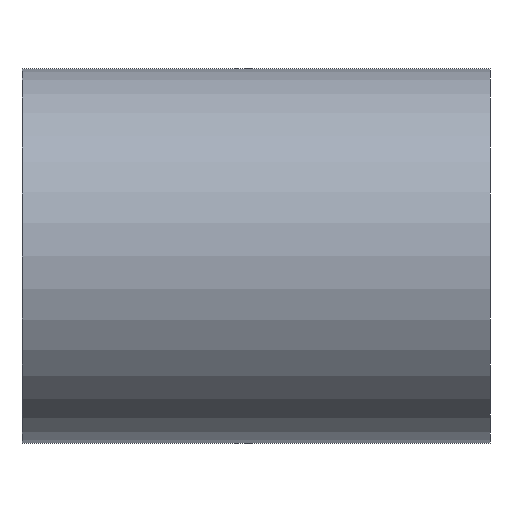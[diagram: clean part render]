
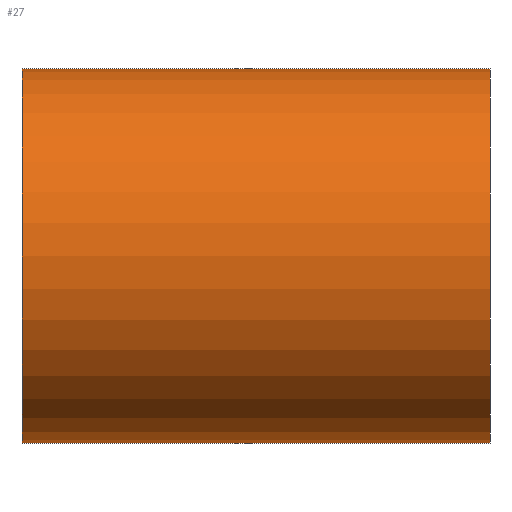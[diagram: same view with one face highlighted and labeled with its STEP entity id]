
A CAD part, front view. The second image highlights one B-rep face of the part: STEP entity #27.
In plain terms, the highlighted cylindrical face has radius 8 mm (diameter 16 mm), a full revolution.
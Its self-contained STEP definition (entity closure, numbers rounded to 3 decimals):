
#27 = ADVANCED_FACE( '', ( #50, #51 ), #52, .T. );
#50 = FACE_OUTER_BOUND( '', #67, .T. );
#51 = FACE_OUTER_BOUND( '', #68, .T. );
#52 = CYLINDRICAL_SURFACE( '', #69, 8. );
#67 = EDGE_LOOP( '', ( #78 ) );
#68 = EDGE_LOOP( '', ( #79 ) );
#69 = AXIS2_PLACEMENT_3D( '', #80, #81, #82 );
#78 = ORIENTED_EDGE( '', *, *, #94, .F. );
#79 = ORIENTED_EDGE( '', *, *, #95, .T. );
#80 = CARTESIAN_POINT( '', ( 20., 0., 0. ) );
#81 = DIRECTION( '', ( -1., 0., 0. ) );
#82 = DIRECTION( '', ( 0., 0., -1. ) );
#94 = EDGE_CURVE( '', #99, #99, #100, .T. );
#95 = EDGE_CURVE( '', #101, #101, #102, .T. );
#99 = VERTEX_POINT( '', #106 );
#100 = CIRCLE( '', #107, 8. );
#101 = VERTEX_POINT( '', #108 );
#102 = CIRCLE( '', #109, 8. );
#106 = CARTESIAN_POINT( '', ( 20., 0., -8. ) );
#107 = AXIS2_PLACEMENT_3D( '', #112, #113, #114 );
#108 = CARTESIAN_POINT( '', ( 0., 0., -8. ) );
#109 = AXIS2_PLACEMENT_3D( '', #115, #116, #117 );
#112 = CARTESIAN_POINT( '', ( 20., 0., 0. ) );
#113 = DIRECTION( '', ( 1., 0., 0. ) );
#114 = DIRECTION( '', ( 0., 0., -1. ) );
#115 = CARTESIAN_POINT( '', ( 0., 0., 0. ) );
#116 = DIRECTION( '', ( 1., 0., 0. ) );
#117 = DIRECTION( '', ( 0., 0., -1. ) );
